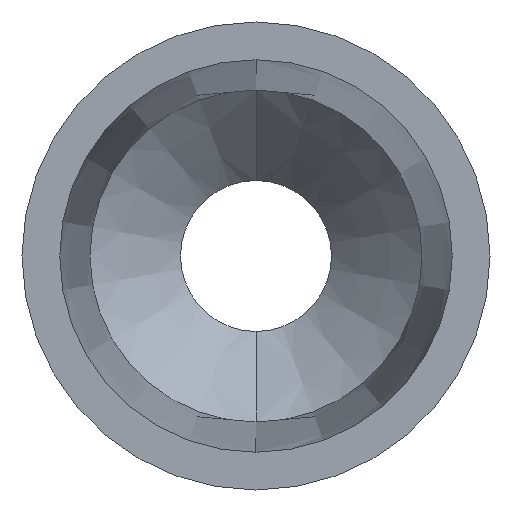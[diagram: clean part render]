
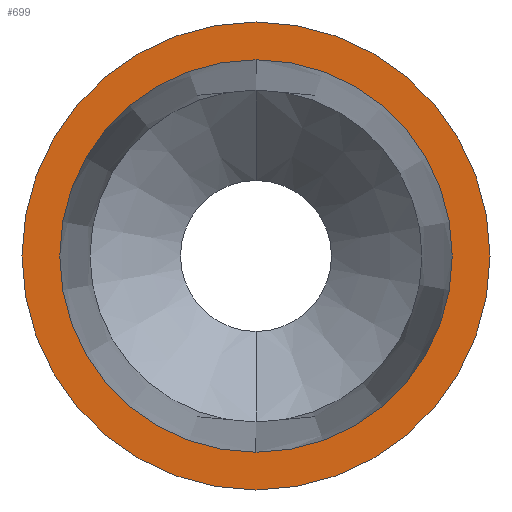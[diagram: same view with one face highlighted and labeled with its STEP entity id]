
A CAD part, left-side view. The second image highlights one B-rep face of the part: STEP entity #699.
In plain terms, the highlighted planar face has unit normal (-1, 0, 0).
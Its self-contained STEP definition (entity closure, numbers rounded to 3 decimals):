
#11 = VERTEX_POINT ( 'NONE', #693 ) ;
#19 = AXIS2_PLACEMENT_3D ( 'NONE', #607, #308, #732 ) ;
#31 = ORIENTED_EDGE ( 'NONE', *, *, #737, .F. ) ;
#61 = FACE_BOUND ( 'NONE', #74, .T. ) ;
#74 = EDGE_LOOP ( 'NONE', ( #31, #135 ) ) ;
#125 = DIRECTION ( 'NONE',  ( 1., 0., 0. ) ) ;
#135 = ORIENTED_EDGE ( 'NONE', *, *, #787, .F. ) ;
#159 = CARTESIAN_POINT ( 'NONE',  ( -4., 0., -1.55 ) ) ;
#177 = AXIS2_PLACEMENT_3D ( 'NONE', #392, #759, #277 ) ;
#207 = CARTESIAN_POINT ( 'NONE',  ( -4., 0., 0. ) ) ;
#218 = DIRECTION ( 'NONE',  ( 0., 0., 1. ) ) ;
#250 = CARTESIAN_POINT ( 'NONE',  ( -4., 0., 1.3 ) ) ;
#255 = CARTESIAN_POINT ( 'NONE',  ( -4., 0., -1.3 ) ) ;
#270 = FACE_OUTER_BOUND ( 'NONE', #746, .T. ) ;
#277 = DIRECTION ( 'NONE',  ( 0., 0., 1. ) ) ;
#308 = DIRECTION ( 'NONE',  ( -1., 0., 0. ) ) ;
#317 = EDGE_CURVE ( 'NONE', #550, #11, #763, .T. ) ;
#347 = DIRECTION ( 'NONE',  ( -1., 0., 0. ) ) ;
#383 = CIRCLE ( 'NONE', #406, 1.3 ) ;
#392 = CARTESIAN_POINT ( 'NONE',  ( -4., 0., 0. ) ) ;
#406 = AXIS2_PLACEMENT_3D ( 'NONE', #590, #347, #218 ) ;
#517 = PLANE ( 'NONE',  #626 ) ;
#532 = DIRECTION ( 'NONE',  ( -1., 0., 0. ) ) ;
#550 = VERTEX_POINT ( 'NONE', #159 ) ;
#587 = DIRECTION ( 'NONE',  ( 0., 0., 1. ) ) ;
#590 = CARTESIAN_POINT ( 'NONE',  ( -4., 0., 0. ) ) ;
#592 = VERTEX_POINT ( 'NONE', #250 ) ;
#598 = AXIS2_PLACEMENT_3D ( 'NONE', #207, #532, #587 ) ;
#607 = CARTESIAN_POINT ( 'NONE',  ( -4., 0., 0. ) ) ;
#612 = CIRCLE ( 'NONE', #598, 1.3 ) ;
#618 = VERTEX_POINT ( 'NONE', #255 ) ;
#626 = AXIS2_PLACEMENT_3D ( 'NONE', #811, #125, #755 ) ;
#637 = CIRCLE ( 'NONE', #177, 1.55 ) ;
#693 = CARTESIAN_POINT ( 'NONE',  ( -4., 0., 1.55 ) ) ;
#699 = ADVANCED_FACE ( 'NONE', ( #61, #270 ), #517, .F. ) ;
#732 = DIRECTION ( 'NONE',  ( 0., 0., 1. ) ) ;
#737 = EDGE_CURVE ( 'NONE', #592, #618, #612, .T. ) ;
#741 = ORIENTED_EDGE ( 'NONE', *, *, #751, .T. ) ;
#746 = EDGE_LOOP ( 'NONE', ( #741, #790 ) ) ;
#751 = EDGE_CURVE ( 'NONE', #11, #550, #637, .T. ) ;
#755 = DIRECTION ( 'NONE',  ( 0., 0., -1. ) ) ;
#759 = DIRECTION ( 'NONE',  ( -1., 0., 0. ) ) ;
#763 = CIRCLE ( 'NONE', #19, 1.55 ) ;
#787 = EDGE_CURVE ( 'NONE', #618, #592, #383, .T. ) ;
#790 = ORIENTED_EDGE ( 'NONE', *, *, #317, .T. ) ;
#811 = CARTESIAN_POINT ( 'NONE',  ( -4., 1.55, 0. ) ) ;
